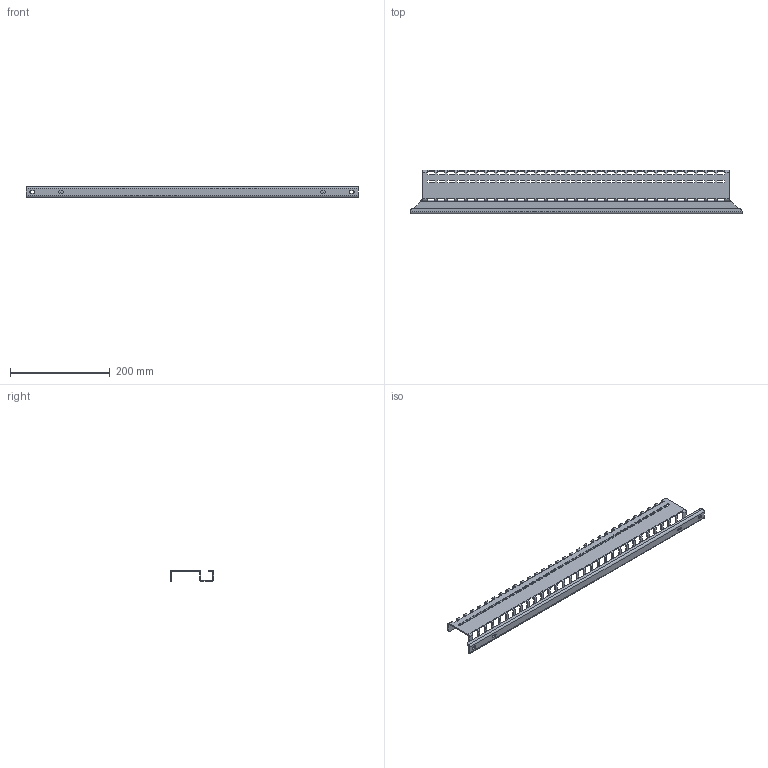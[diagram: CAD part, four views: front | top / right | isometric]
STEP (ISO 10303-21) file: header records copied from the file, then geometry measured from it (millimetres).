
FILE_DESCRIPTION (( 'STEP AP214' ), '1' );
FILE_NAME ('998.701.STEP', '2025-02-24T04:49:27', ( '' ), ( '' ), 'SwSTEP 2.0', 'SolidWorks 2021', '' );
FILE_SCHEMA (( 'AUTOMOTIVE_DESIGN' ));
Length unit declared in the file: millimetre
Products named in the file (1): 998.701
Bounding box: 665 x 87 x 22 mm (x, y, z)
Volume: 150546.1 mm3; surface area: 163925.5 mm2
Topology: 1 solids, 1 shells, 1096 faces, 3002 edges, 1788 vertices
Faces by surface type: plane 704, cylinder 386, bspline 6
Entity records: 34512 total; most frequent: DIRECTION 6054, CARTESIAN_POINT 6033, ORIENTED_EDGE 6004, EDGE_CURVE 3002, LINE 2088, VECTOR 2088, AXIS2_PLACEMENT_3D 1983, VERTEX_POINT 1788
